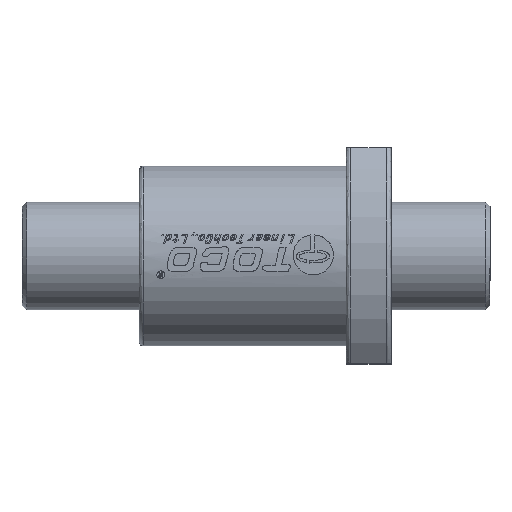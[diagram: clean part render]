
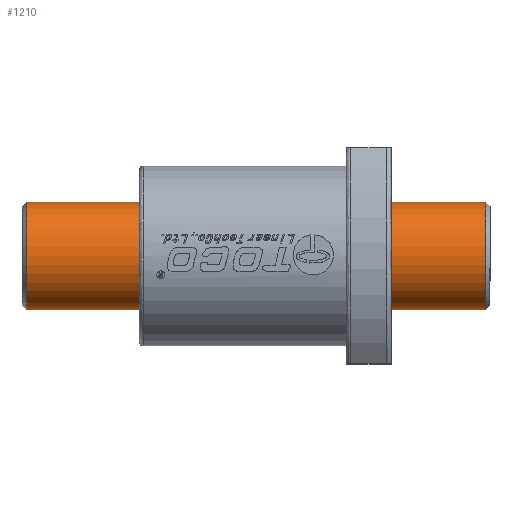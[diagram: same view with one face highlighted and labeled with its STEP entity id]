
A CAD part, top view. The second image highlights one B-rep face of the part: STEP entity #1210.
In plain terms, the highlighted cylindrical face has radius 6 mm (diameter 12 mm), a partial arc.
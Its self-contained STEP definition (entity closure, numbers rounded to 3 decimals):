
#12 = DIRECTION ( 'NONE',  ( 1., 0., 0. ) ) ;
#411 = VECTOR ( 'NONE', #12, 1000. ) ;
#864 = CIRCLE ( 'NONE', #22390, 6. ) ;
#1210 = ADVANCED_FACE ( 'NONE', ( #9309 ), #23413, .T. ) ;
#1919 = EDGE_CURVE ( 'NONE', #13204, #18101, #864, .T. ) ;
#2551 = EDGE_CURVE ( 'NONE', #18101, #7213, #5441, .T. ) ;
#5441 = LINE ( 'NONE', #14522, #13810 ) ;
#6080 = CIRCLE ( 'NONE', #12252, 6. ) ;
#7213 = VERTEX_POINT ( 'NONE', #16241 ) ;
#8145 = CARTESIAN_POINT ( 'NONE',  ( -0.5, 6., 0. ) ) ;
#8378 = EDGE_LOOP ( 'NONE', ( #18849, #21619, #11007, #19278 ) ) ;
#9309 = FACE_OUTER_BOUND ( 'NONE', #8378, .T. ) ;
#9969 = LINE ( 'NONE', #23863, #411 ) ;
#10295 = DIRECTION ( 'NONE',  ( 0., 1., 0. ) ) ;
#10678 = CARTESIAN_POINT ( 'NONE',  ( -51.5, -6., 0. ) ) ;
#11007 = ORIENTED_EDGE ( 'NONE', *, *, #16339, .T. ) ;
#11107 = DIRECTION ( 'NONE',  ( 1., 0., 0. ) ) ;
#12252 = AXIS2_PLACEMENT_3D ( 'NONE', #21711, #23545, #14404 ) ;
#12332 = CARTESIAN_POINT ( 'NONE',  ( -51.5, 6., 0. ) ) ;
#13204 = VERTEX_POINT ( 'NONE', #12332 ) ;
#13810 = VECTOR ( 'NONE', #11107, 1000. ) ;
#14404 = DIRECTION ( 'NONE',  ( 0., 1., 0. ) ) ;
#14522 = CARTESIAN_POINT ( 'NONE',  ( -52., -6., 0. ) ) ;
#16241 = CARTESIAN_POINT ( 'NONE',  ( -0.5, -6., 0. ) ) ;
#16339 = EDGE_CURVE ( 'NONE', #7213, #16624, #6080, .T. ) ;
#16624 = VERTEX_POINT ( 'NONE', #8145 ) ;
#17368 = DIRECTION ( 'NONE',  ( 0., 1., 0. ) ) ;
#17627 = DIRECTION ( 'NONE',  ( 1., 0., 0. ) ) ;
#18101 = VERTEX_POINT ( 'NONE', #10678 ) ;
#18792 = AXIS2_PLACEMENT_3D ( 'NONE', #21294, #17627, #17368 ) ;
#18849 = ORIENTED_EDGE ( 'NONE', *, *, #1919, .T. ) ;
#19097 = CARTESIAN_POINT ( 'NONE',  ( -51.5, 0., 0. ) ) ;
#19278 = ORIENTED_EDGE ( 'NONE', *, *, #20569, .F. ) ;
#20569 = EDGE_CURVE ( 'NONE', #13204, #16624, #9969, .T. ) ;
#20971 = DIRECTION ( 'NONE',  ( 1., 0., 0. ) ) ;
#21294 = CARTESIAN_POINT ( 'NONE',  ( -52., 0., 0. ) ) ;
#21619 = ORIENTED_EDGE ( 'NONE', *, *, #2551, .T. ) ;
#21711 = CARTESIAN_POINT ( 'NONE',  ( -0.5, 0., 0. ) ) ;
#22390 = AXIS2_PLACEMENT_3D ( 'NONE', #19097, #20971, #10295 ) ;
#23413 = CYLINDRICAL_SURFACE ( 'NONE', #18792, 6. ) ;
#23545 = DIRECTION ( 'NONE',  ( -1., 0., 0. ) ) ;
#23863 = CARTESIAN_POINT ( 'NONE',  ( -52., 6., 0. ) ) ;
